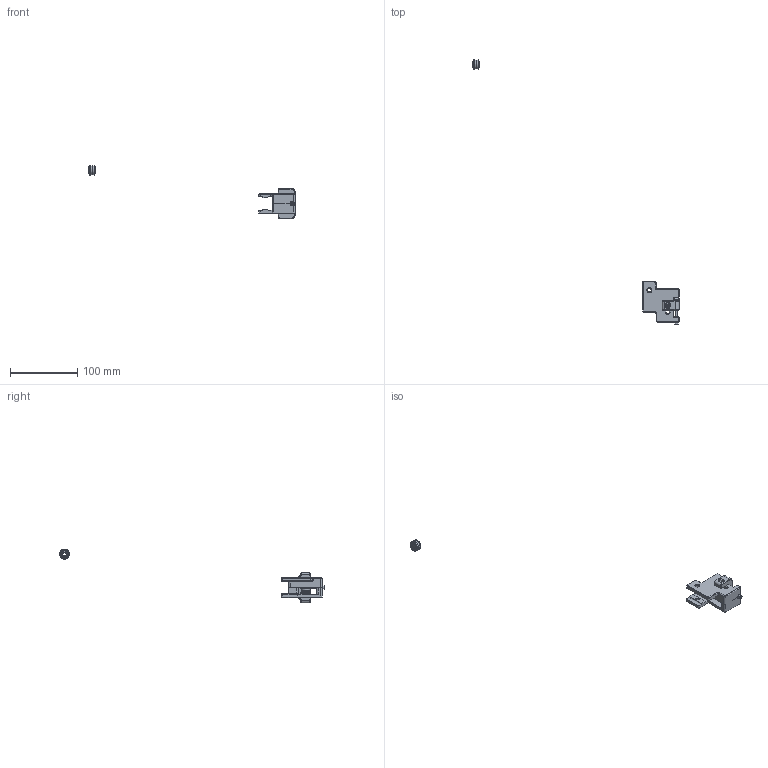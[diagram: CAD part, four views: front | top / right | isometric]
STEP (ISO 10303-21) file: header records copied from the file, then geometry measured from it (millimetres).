
FILE_DESCRIPTION(('FreeCAD Model'),'2;1');
FILE_NAME('Open CASCADE Shape Model','2023-02-10T14:39:33',(''),(''), 'Open CASCADE STEP processor 7.6','FreeCAD','Unknown');
FILE_SCHEMA(('AUTOMOTIVE_DESIGN { 1 0 10303 214 1 1 1 1 }'));
Length unit declared in the file: millimetre
Products named in the file (17): voron_legacy_simplified_front_idler_B_assembly; LCS_Origin; tensioner_B; M5x40 SHCS (1); F695 ZZ; M5 1mm Spacer; M5 Hexnut (1); M3x40 SHCS (1); M3 Washer; M3 Threaded Insert (1); Solid107; Idler Assembly007; Tensioner B; B_Top; Body002; B_Bottom; Body004
Assembly tree (34 placements, depth 5):
  voron_legacy_simplified_front_idler_B_assembly
    LCS_Origin
    tensioner_B
      LCS_Origin  x2
      M5x40 SHCS (1)
      F695 ZZ  x2
      M5 1mm Spacer  x2
      M5 Hexnut (1)
      M3x40 SHCS (1)
      M3 Washer
      M3 Threaded Insert (1)
      Solid107
      Idler Assembly007
        M5 1mm Spacer  x2
        F695 ZZ  x2
      Tensioner B
        M5x40 SHCS (1)
        M5 Hexnut (1)
        Idler Assembly007
          M5 1mm Spacer  x2
          F695 ZZ  x2
        M3 Threaded Insert (1)
        Solid107
        M3x40 SHCS (1)
        M3 Washer
    B_Top
      LCS_Origin  x2
      Body002
    B_Bottom
      LCS_Origin
      Body004
Bounding box: 305.57 x 392.91 x 79.51 mm (x, y, z)
Volume: 62818.7 mm3; surface area: 31369.9 mm2
Topology: 26 solids, 26 shells, 867 faces, 2068 edges, 1299 vertices
Faces by surface type: plane 313, cylinder 211, bspline 184, cone 151, torus 8
Full cylindrical faces by diameter (mm): 2.9 x2, 3 x2, 3.2 x2, 3.5 x2, 4.2 x4, 4.25 x2, 4.6 x2, 4.7 x2, 5 x10, 5.3 x6, 5.4 x12, 5.5 x2, 6.5 x12, 7 x2, 8.5 x2, 9 x2, 10 x6, 11.5 x12, 13 x6, 15 x6
Entity records: 35457 total; most frequent: CARTESIAN_POINT 13702, DIRECTION 3380, ORIENTED_EDGE 2236, PCURVE 2236, DEFINITIONAL_REPRESENTATION 2236, LINE 1897, VECTOR 1897, EDGE_CURVE 1118
